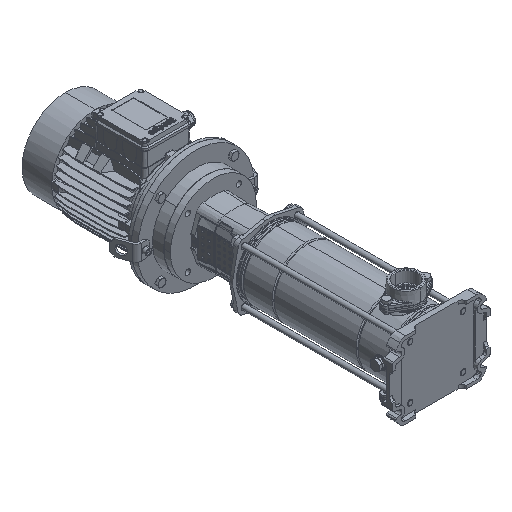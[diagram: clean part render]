
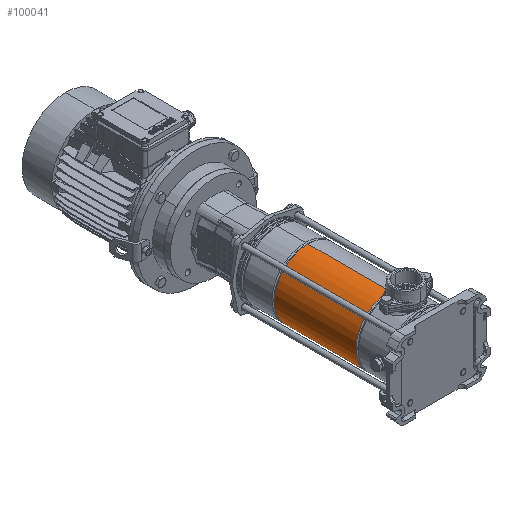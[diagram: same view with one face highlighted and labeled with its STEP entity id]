
A CAD part, isometric view. The second image highlights one B-rep face of the part: STEP entity #100041.
In plain terms, the highlighted cylindrical face has radius 85.9 mm (diameter 171.8 mm), a partial arc.
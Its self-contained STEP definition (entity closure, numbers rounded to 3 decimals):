
#1224 = DIRECTION ( 'NONE',  ( 0., 0., -1. ) ) ;
#8865 = CARTESIAN_POINT ( 'NONE',  ( 0., 0., 303.103 ) ) ;
#10063 = ORIENTED_EDGE ( 'NONE', *, *, #88618, .F. ) ;
#14823 = EDGE_CURVE ( 'NONE', #91330, #23196, #24032, .T. ) ;
#14896 = CARTESIAN_POINT ( 'NONE',  ( -85.9, 0., 0. ) ) ;
#16288 = AXIS2_PLACEMENT_3D ( 'NONE', #99745, #28156, #59988 ) ;
#16851 = CARTESIAN_POINT ( 'NONE',  ( 85.9, 0., 0. ) ) ;
#21784 = EDGE_LOOP ( 'NONE', ( #10063, #30172, #78299, #37083 ) ) ;
#23196 = VERTEX_POINT ( 'NONE', #79232 ) ;
#24032 = CIRCLE ( 'NONE', #49075, 85.9 ) ;
#28156 = DIRECTION ( 'NONE',  ( 0., 0., -1. ) ) ;
#30172 = ORIENTED_EDGE ( 'NONE', *, *, #90132, .T. ) ;
#30605 = LINE ( 'NONE', #14896, #44019 ) ;
#34019 = VECTOR ( 'NONE', #62845, 1000. ) ;
#36007 = FACE_OUTER_BOUND ( 'NONE', #21784, .T. ) ;
#37083 = ORIENTED_EDGE ( 'NONE', *, *, #14823, .F. ) ;
#38869 = VERTEX_POINT ( 'NONE', #41548 ) ;
#41548 = CARTESIAN_POINT ( 'NONE',  ( 85.9, 0., 303.103 ) ) ;
#44019 = VECTOR ( 'NONE', #79109, 1000. ) ;
#47076 = DIRECTION ( 'NONE',  ( 0., 0., -1. ) ) ;
#48827 = CARTESIAN_POINT ( 'NONE',  ( 0., 0., 93.897 ) ) ;
#49075 = AXIS2_PLACEMENT_3D ( 'NONE', #48827, #1224, #96918 ) ;
#58405 = CARTESIAN_POINT ( 'NONE',  ( -85.9, 0., 303.103 ) ) ;
#59988 = DIRECTION ( 'NONE',  ( -1., 0., 0. ) ) ;
#60311 = CIRCLE ( 'NONE', #102061, 85.9 ) ;
#62845 = DIRECTION ( 'NONE',  ( 0., 0., -1. ) ) ;
#63350 = LINE ( 'NONE', #16851, #34019 ) ;
#65244 = VERTEX_POINT ( 'NONE', #58405 ) ;
#67821 = CYLINDRICAL_SURFACE ( 'NONE', #16288, 85.9 ) ;
#71593 = DIRECTION ( 'NONE',  ( -1., 0., 0. ) ) ;
#78299 = ORIENTED_EDGE ( 'NONE', *, *, #87329, .T. ) ;
#79109 = DIRECTION ( 'NONE',  ( 0., 0., -1. ) ) ;
#79232 = CARTESIAN_POINT ( 'NONE',  ( -85.9, 0., 93.897 ) ) ;
#84405 = CARTESIAN_POINT ( 'NONE',  ( 85.9, 0., 93.897 ) ) ;
#87329 = EDGE_CURVE ( 'NONE', #65244, #23196, #30605, .T. ) ;
#88618 = EDGE_CURVE ( 'NONE', #38869, #91330, #63350, .T. ) ;
#90132 = EDGE_CURVE ( 'NONE', #38869, #65244, #60311, .T. ) ;
#91330 = VERTEX_POINT ( 'NONE', #84405 ) ;
#96918 = DIRECTION ( 'NONE',  ( -1., 0., 0. ) ) ;
#99745 = CARTESIAN_POINT ( 'NONE',  ( 0., 0., 0. ) ) ;
#100041 = ADVANCED_FACE ( 'NONE', ( #36007 ), #67821, .T. ) ;
#102061 = AXIS2_PLACEMENT_3D ( 'NONE', #8865, #47076, #71593 ) ;
